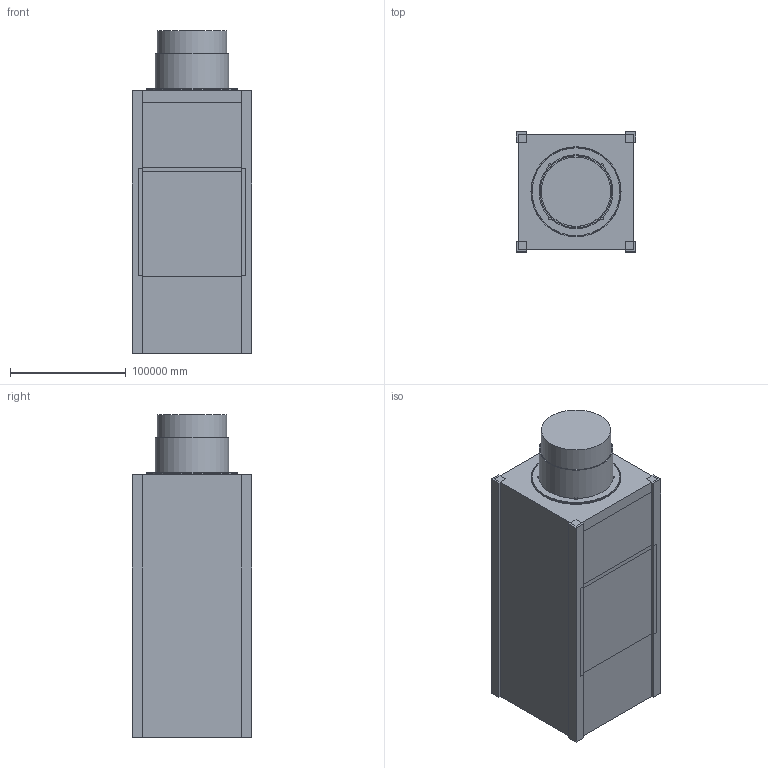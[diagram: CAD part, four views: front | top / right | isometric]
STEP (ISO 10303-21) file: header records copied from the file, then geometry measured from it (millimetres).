
FILE_DESCRIPTION(('FreeCAD Model'),'2;1');
FILE_NAME('Open CASCADE Shape Model','2025-08-27T18:26:41',('Author'),( ''),'Open CASCADE STEP processor 7.8','FreeCAD','Unknown');
FILE_SCHEMA(('AUTOMOTIVE_DESIGN { 1 0 10303 214 1 1 1 1 }'));
Length unit declared in the file: metre
Products named in the file (28): ChassisShell001; Assembly; Chassis; SolarPanels; Radiators; RadiatorPlates; Structure; CentralTube_Al6061; Bulkhead_Front; Bulkhead_Center; Bulkhead_Rear; CornerFrames; Corner_L_Profiles; Thruster_Ion; ThrusterFlange_Al6061; ThrusterCan_Ion; ThrusterSkirt_Shield; MuMetal_Ring; Tank_Coaxial; Tank_CFRP_Lined; Tank_Straps; PPU; PPU_Box; PPU_Standoffs_PEEK; RearPassThroughs; RearGlandVolumes; ChassisShell
Assembly tree (25 placements, depth 3):
  ChassisShell001
  Assembly
    Chassis
      ChassisShell001
    SolarPanels
    Radiators
      RadiatorPlates
    Structure
      CentralTube_Al6061
      Bulkhead_Front
      Bulkhead_Center
      Bulkhead_Rear
    CornerFrames
      Corner_L_Profiles
    Thruster_Ion
      ThrusterFlange_Al6061
      ThrusterCan_Ion
      ThrusterSkirt_Shield
      MuMetal_Ring
    Tank_Coaxial
      Tank_CFRP_Lined
      Tank_Straps
    PPU
      PPU_Box
      PPU_Standoffs_PEEK
    RearPassThroughs
      RearGlandVolumes
  ChassisShell
Bounding box: 103600 x 103600 x 279000 mm (x, y, z)
Volume: 1236601735785438.5 mm3; surface area: 858399446445 mm2
Topology: 28 solids, 29 shells, 400 faces, 923 edges, 586 vertices
Faces by surface type: plane 365, cylinder 35
Full cylindrical faces by diameter (mm): 3200 x4, 5000 x4, 10000 x2, 58000 x1, 60000 x2, 62200 x1, 64000 x1, 71600 x1, 74000 x1, 74400 x2, 76000 x1, 77400 x1, 78000 x1, 92000 x1, 94000 x3
Entity records: 23455 total; most frequent: CARTESIAN_POINT 4165, DIRECTION 3311, LINE 2237, VECTOR 2237, ORIENTED_EDGE 1846, PCURVE 1846, DEFINITIONAL_REPRESENTATION 1846, EDGE_CURVE 923
